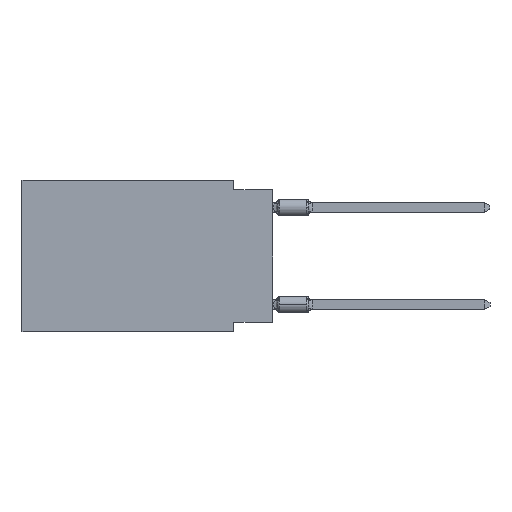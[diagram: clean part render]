
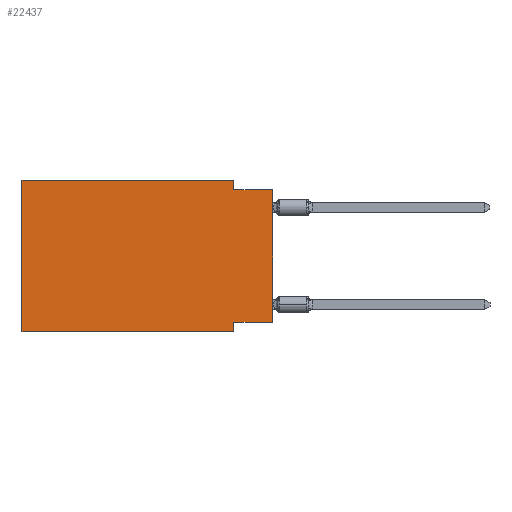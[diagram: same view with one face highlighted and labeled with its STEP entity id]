
A CAD part, left-side view. The second image highlights one B-rep face of the part: STEP entity #22437.
In plain terms, the highlighted planar face has unit normal (-1, 0, 0).
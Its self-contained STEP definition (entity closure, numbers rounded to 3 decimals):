
#77 = VECTOR ( 'NONE', #5551, 1000. ) ;
#210 = LINE ( 'NONE', #20335, #30451 ) ;
#741 = VECTOR ( 'NONE', #2533, 1000. ) ;
#1326 = AXIS2_PLACEMENT_3D ( 'NONE', #13905, #19172, #26785 ) ;
#1716 = DIRECTION ( 'NONE',  ( 0., -1., 0. ) ) ;
#2328 = DIRECTION ( 'NONE',  ( 0., 0., 1. ) ) ;
#2499 = LINE ( 'NONE', #24928, #25939 ) ;
#2533 = DIRECTION ( 'NONE',  ( 0., 0., -1. ) ) ;
#3525 = CARTESIAN_POINT ( 'NONE',  ( 0., 16.383, 0. ) ) ;
#3685 = CARTESIAN_POINT ( 'NONE',  ( 0., 2.54, 0. ) ) ;
#3850 = FACE_OUTER_BOUND ( 'NONE', #24974, .T. ) ;
#4689 = CARTESIAN_POINT ( 'NONE',  ( 0., 0., -0.635 ) ) ;
#5551 = DIRECTION ( 'NONE',  ( 0., 0., -1. ) ) ;
#5749 = CARTESIAN_POINT ( 'NONE',  ( 0., 0., -0.635 ) ) ;
#6398 = ORIENTED_EDGE ( 'NONE', *, *, #31996, .F. ) ;
#7755 = VERTEX_POINT ( 'NONE', #3685 ) ;
#7801 = VERTEX_POINT ( 'NONE', #3525 ) ;
#8053 = ORIENTED_EDGE ( 'NONE', *, *, #27283, .T. ) ;
#8418 = ORIENTED_EDGE ( 'NONE', *, *, #17039, .T. ) ;
#8564 = VERTEX_POINT ( 'NONE', #31739 ) ;
#9204 = LINE ( 'NONE', #14308, #15885 ) ;
#10782 = DIRECTION ( 'NONE',  ( 0., -1., 0. ) ) ;
#11699 = ORIENTED_EDGE ( 'NONE', *, *, #20267, .F. ) ;
#11763 = VERTEX_POINT ( 'NONE', #5749 ) ;
#12377 = VERTEX_POINT ( 'NONE', #29597 ) ;
#12479 = EDGE_CURVE ( 'NONE', #25394, #8564, #30218, .T. ) ;
#13798 = VERTEX_POINT ( 'NONE', #25408 ) ;
#13905 = CARTESIAN_POINT ( 'NONE',  ( 0., 16.383, 0. ) ) ;
#14308 = CARTESIAN_POINT ( 'NONE',  ( 0., 0., 0. ) ) ;
#14551 = EDGE_CURVE ( 'NONE', #7801, #7755, #17049, .T. ) ;
#15324 = ORIENTED_EDGE ( 'NONE', *, *, #12479, .F. ) ;
#15329 = VERTEX_POINT ( 'NONE', #19118 ) ;
#15885 = VECTOR ( 'NONE', #16622, 1000. ) ;
#16122 = ORIENTED_EDGE ( 'NONE', *, *, #18455, .F. ) ;
#16622 = DIRECTION ( 'NONE',  ( 0., 0., 1. ) ) ;
#17039 = EDGE_CURVE ( 'NONE', #13798, #11763, #9204, .T. ) ;
#17049 = LINE ( 'NONE', #24478, #31262 ) ;
#17213 = LINE ( 'NONE', #4689, #19557 ) ;
#17277 = EDGE_CURVE ( 'NONE', #7755, #15329, #30952, .T. ) ;
#18455 = EDGE_CURVE ( 'NONE', #15329, #11763, #17213, .T. ) ;
#19118 = CARTESIAN_POINT ( 'NONE',  ( 0., 2.54, -0.635 ) ) ;
#19172 = DIRECTION ( 'NONE',  ( 1., 0., 0. ) ) ;
#19434 = LINE ( 'NONE', #31956, #30403 ) ;
#19557 = VECTOR ( 'NONE', #19862, 1000. ) ;
#19862 = DIRECTION ( 'NONE',  ( 0., -1., 0. ) ) ;
#20267 = EDGE_CURVE ( 'NONE', #12377, #7801, #2499, .T. ) ;
#20335 = CARTESIAN_POINT ( 'NONE',  ( 0., 16.383, -9.906 ) ) ;
#21658 = PLANE ( 'NONE',  #1326 ) ;
#22437 = ADVANCED_FACE ( 'NONE', ( #3850 ), #21658, .F. ) ;
#24478 = CARTESIAN_POINT ( 'NONE',  ( 0., 16.383, 0. ) ) ;
#24534 = DIRECTION ( 'NONE',  ( 0., 1., 0. ) ) ;
#24848 = ORIENTED_EDGE ( 'NONE', *, *, #14551, .F. ) ;
#24928 = CARTESIAN_POINT ( 'NONE',  ( 0., 16.383, 0. ) ) ;
#24974 = EDGE_LOOP ( 'NONE', ( #8418, #16122, #25694, #24848, #11699, #8053, #15324, #6398 ) ) ;
#25394 = VERTEX_POINT ( 'NONE', #28064 ) ;
#25408 = CARTESIAN_POINT ( 'NONE',  ( 0., 0., -9.271 ) ) ;
#25676 = CARTESIAN_POINT ( 'NONE',  ( 0., 2.54, 0. ) ) ;
#25694 = ORIENTED_EDGE ( 'NONE', *, *, #17277, .F. ) ;
#25939 = VECTOR ( 'NONE', #2328, 1000. ) ;
#26785 = DIRECTION ( 'NONE',  ( 0., 0., -1. ) ) ;
#27283 = EDGE_CURVE ( 'NONE', #12377, #8564, #210, .T. ) ;
#28064 = CARTESIAN_POINT ( 'NONE',  ( 0., 2.54, -9.271 ) ) ;
#29597 = CARTESIAN_POINT ( 'NONE',  ( 0., 16.383, -9.906 ) ) ;
#30218 = LINE ( 'NONE', #32217, #741 ) ;
#30403 = VECTOR ( 'NONE', #24534, 1000. ) ;
#30451 = VECTOR ( 'NONE', #10782, 1000. ) ;
#30952 = LINE ( 'NONE', #25676, #77 ) ;
#31262 = VECTOR ( 'NONE', #1716, 1000. ) ;
#31739 = CARTESIAN_POINT ( 'NONE',  ( 0., 2.54, -9.906 ) ) ;
#31956 = CARTESIAN_POINT ( 'NONE',  ( 0., 0., -9.271 ) ) ;
#31996 = EDGE_CURVE ( 'NONE', #13798, #25394, #19434, .T. ) ;
#32217 = CARTESIAN_POINT ( 'NONE',  ( 0., 2.54, -9.906 ) ) ;
